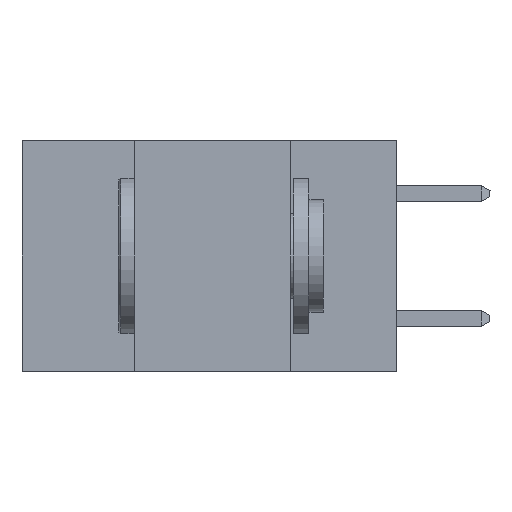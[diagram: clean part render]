
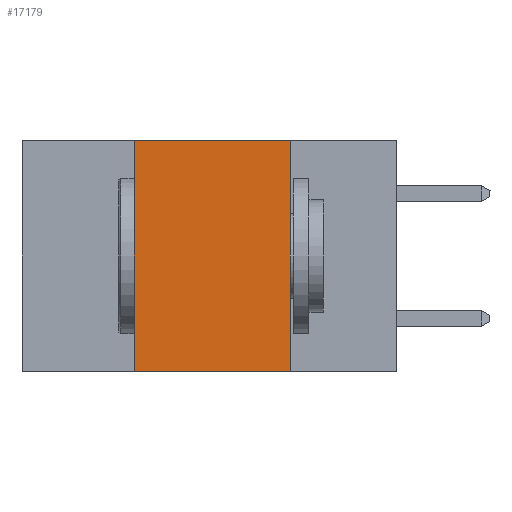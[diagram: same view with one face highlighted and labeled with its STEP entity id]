
A CAD part, left-side view. The second image highlights one B-rep face of the part: STEP entity #17179.
In plain terms, the highlighted planar face has unit normal (-1, 0, 0).
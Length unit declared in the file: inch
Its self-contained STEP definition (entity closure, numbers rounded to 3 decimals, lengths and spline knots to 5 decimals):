
#147 = VERTEX_POINT ( 'NONE', #4981 ) ;
#669 = EDGE_CURVE ( 'NONE', #8085, #2906, #7322, .T. ) ;
#2323 = CARTESIAN_POINT ( 'NONE',  ( 0., 0.17, -0.37 ) ) ;
#2406 = EDGE_CURVE ( 'NONE', #147, #15608, #11656, .T. ) ;
#2906 = VERTEX_POINT ( 'NONE', #15305 ) ;
#4981 = CARTESIAN_POINT ( 'NONE',  ( 0., 0.42, -0.37 ) ) ;
#5887 = PLANE ( 'NONE',  #7605 ) ;
#6618 = ORIENTED_EDGE ( 'NONE', *, *, #9231, .F. ) ;
#6796 = VECTOR ( 'NONE', #19523, 39.37008 ) ;
#6974 = FACE_OUTER_BOUND ( 'NONE', #15253, .T. ) ;
#6998 = ORIENTED_EDGE ( 'NONE', *, *, #669, .F. ) ;
#7298 = DIRECTION ( 'NONE',  ( 0., 0., -1. ) ) ;
#7322 = LINE ( 'NONE', #19940, #6796 ) ;
#7571 = CARTESIAN_POINT ( 'NONE',  ( 0., 0.6, 0. ) ) ;
#7605 = AXIS2_PLACEMENT_3D ( 'NONE', #7571, #9263, #20607 ) ;
#7773 = VECTOR ( 'NONE', #11074, 39.37008 ) ;
#8085 = VERTEX_POINT ( 'NONE', #14561 ) ;
#9023 = ORIENTED_EDGE ( 'NONE', *, *, #10454, .F. ) ;
#9231 = EDGE_CURVE ( 'NONE', #2906, #15608, #20518, .T. ) ;
#9263 = DIRECTION ( 'NONE',  ( 1., 0., 0. ) ) ;
#10086 = CARTESIAN_POINT ( 'NONE',  ( 0., 0.6, -0.37 ) ) ;
#10454 = EDGE_CURVE ( 'NONE', #147, #8085, #17227, .T. ) ;
#11074 = DIRECTION ( 'NONE',  ( 0., -1., 0. ) ) ;
#11656 = LINE ( 'NONE', #10086, #7773 ) ;
#11917 = ORIENTED_EDGE ( 'NONE', *, *, #2406, .T. ) ;
#12201 = CARTESIAN_POINT ( 'NONE',  ( 0., 0.42, 0. ) ) ;
#12398 = VECTOR ( 'NONE', #13814, 39.37008 ) ;
#13814 = DIRECTION ( 'NONE',  ( 0., 0., 1. ) ) ;
#14561 = CARTESIAN_POINT ( 'NONE',  ( 0., 0.42, 0. ) ) ;
#15253 = EDGE_LOOP ( 'NONE', ( #6618, #6998, #9023, #11917 ) ) ;
#15305 = CARTESIAN_POINT ( 'NONE',  ( 0., 0.17, 0. ) ) ;
#15514 = CARTESIAN_POINT ( 'NONE',  ( 0., 0.17, 0. ) ) ;
#15608 = VERTEX_POINT ( 'NONE', #2323 ) ;
#17179 = ADVANCED_FACE ( 'NONE', ( #6974 ), #5887, .F. ) ;
#17227 = LINE ( 'NONE', #12201, #12398 ) ;
#19523 = DIRECTION ( 'NONE',  ( 0., -1., 0. ) ) ;
#19940 = CARTESIAN_POINT ( 'NONE',  ( 0., 0.6, 0. ) ) ;
#20015 = VECTOR ( 'NONE', #7298, 39.37008 ) ;
#20518 = LINE ( 'NONE', #15514, #20015 ) ;
#20607 = DIRECTION ( 'NONE',  ( 0., 0., -1. ) ) ;
